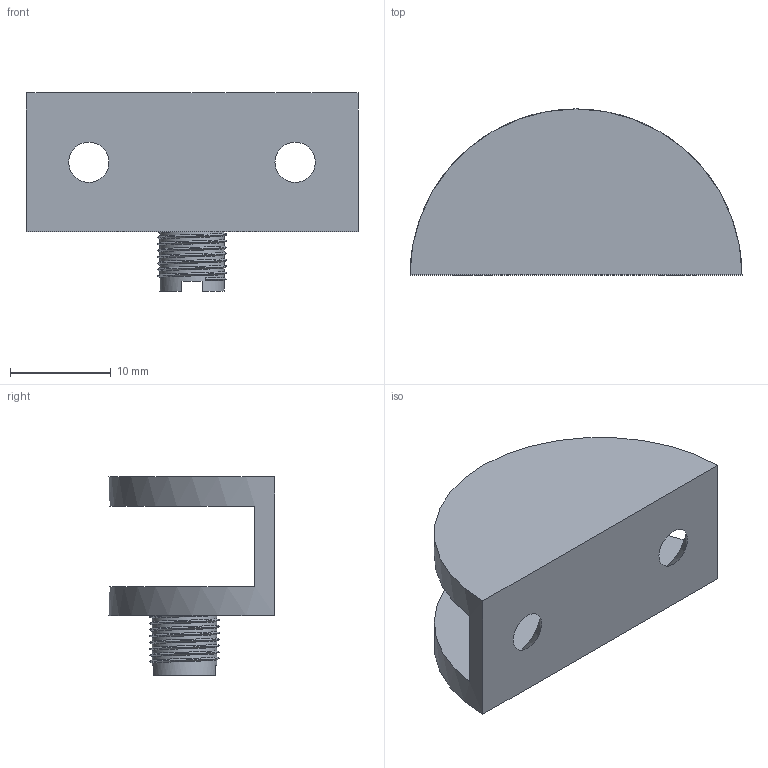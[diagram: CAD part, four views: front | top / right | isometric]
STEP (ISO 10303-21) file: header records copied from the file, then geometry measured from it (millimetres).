
FILE_DESCRIPTION(/* description */ (''),/* implementation_level */ '2;1');
FILE_NAME(/* name */ 'MC-J63.stp',/* time_stamp */ '2023-08-16T09:16:46+02:00',/* author */ ('BartlomiejH'),/* organization */ (''),/* preprocessor_version */ 'ST-DEVELOPER v19.2',/* originating_system */ 'Autodesk Inventor 2023',/* authorisation */ '');
FILE_SCHEMA (('AUTOMOTIVE_DESIGN { 1 0 10303 214 3 1 1 }'));
Length unit declared in the file: millimetre
Products named in the file (4): MC-J63; MC-J63_3; MC-J63_1; MC-J63_2
Assembly tree (3 placements, depth 2):
  MC-J63
    MC-J63_3
    MC-J63_1
    MC-J63_2
Bounding box: 33 x 16.5 x 19.7 mm (x, y, z)
Volume: 3040.4 mm3; surface area: 3029.5 mm2
Topology: 3 solids, 3 shells, 40 faces, 95 edges, 62 vertices
Faces by surface type: plane 20, cylinder 14, cone 3, bspline 2, torus 1
Full cylindrical faces by diameter (mm): 3.6 x1, 4 x1, 6.447 x10, 6.647 x1
Entity records: 2229 total; most frequent: CARTESIAN_POINT 1157, DIRECTION 191, ORIENTED_EDGE 190, EDGE_CURVE 95, AXIS2_PLACEMENT_3D 75, VERTEX_POINT 62, EDGE_LOOP 47, LINE 41
